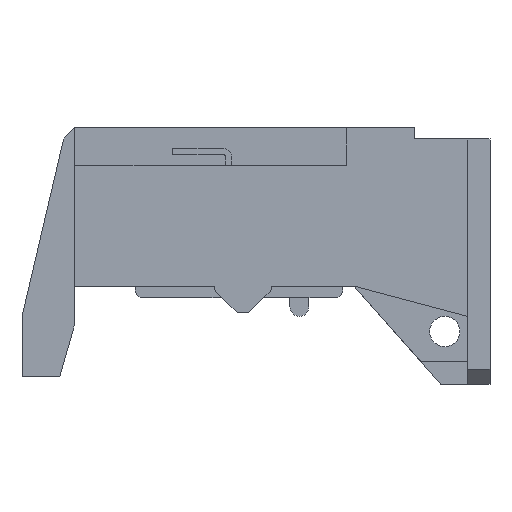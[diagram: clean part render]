
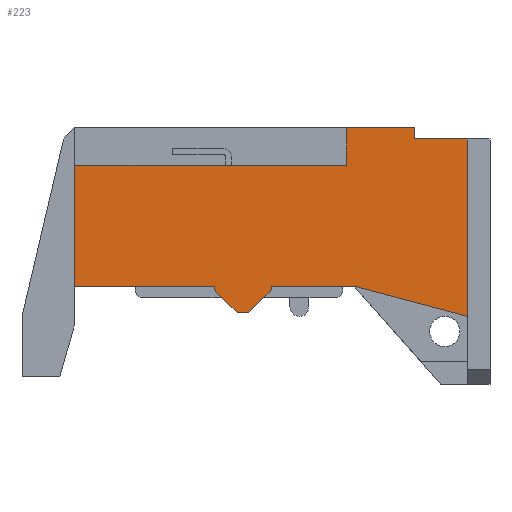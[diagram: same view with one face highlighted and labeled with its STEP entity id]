
A CAD part, left-side view. The second image highlights one B-rep face of the part: STEP entity #223.
In plain terms, the highlighted planar face has unit normal (-1, 0, 0).
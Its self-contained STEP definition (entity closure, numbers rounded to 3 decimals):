
#88 = VERTEX_POINT ( 'NONE', #5229 ) ;
#89 = VERTEX_POINT ( 'NONE', #5230 ) ;
#143 = VERTEX_POINT ( 'NONE', #5284 ) ;
#144 = VERTEX_POINT ( 'NONE', #5285 ) ;
#223 = ADVANCED_FACE ( 'NONE', ( #3782 ), #5417, .F. ) ;
#1090 = CARTESIAN_POINT ( 'NONE',  ( 0., 3., 21. ) ) ;
#1091 = DIRECTION ( 'NONE',  ( 0., 0., -1. ) ) ;
#1208 = CARTESIAN_POINT ( 'NONE',  ( 0., 3., -4. ) ) ;
#1212 = CARTESIAN_POINT ( 'NONE',  ( 0., 3., 19.5 ) ) ;
#1348 = CARTESIAN_POINT ( 'NONE',  ( 0., 0., 0. ) ) ;
#1349 = DIRECTION ( 'NONE',  ( 0., -1., 0. ) ) ;
#1363 = CARTESIAN_POINT ( 'NONE',  ( 0., 19., 21. ) ) ;
#1370 = DIRECTION ( 'NONE',  ( 0., 0., -1. ) ) ;
#1377 = CARTESIAN_POINT ( 'NONE',  ( 0., 10., 21. ) ) ;
#1379 = CARTESIAN_POINT ( 'NONE',  ( 0., 29., -3.5 ) ) ;
#1380 = DIRECTION ( 'NONE',  ( 0., 0., 1. ) ) ;
#1383 = CARTESIAN_POINT ( 'NONE',  ( 0., 3., -4. ) ) ;
#1384 = DIRECTION ( 'NONE',  ( 0., -0.966, -0.258 ) ) ;
#1385 = CARTESIAN_POINT ( 'NONE',  ( 0., 32., -3.5 ) ) ;
#1386 = DIRECTION ( 'NONE',  ( 0., -0.707, 0.707 ) ) ;
#1387 = CARTESIAN_POINT ( 'NONE',  ( 0., 29., -3.5 ) ) ;
#1388 = DIRECTION ( 'NONE',  ( 0., 1., 0. ) ) ;
#1389 = CARTESIAN_POINT ( 'NONE',  ( 0., 0., 19.5 ) ) ;
#1390 = DIRECTION ( 'NONE',  ( 0., -1., 0. ) ) ;
#1392 = CARTESIAN_POINT ( 'NONE',  ( 0., 0., 21. ) ) ;
#1393 = DIRECTION ( 'NONE',  ( 0., -1., 0. ) ) ;
#1395 = DIRECTION ( 'NONE',  ( 0., 0., -1. ) ) ;
#1396 = CARTESIAN_POINT ( 'NONE',  ( 0., 0., 16. ) ) ;
#1397 = DIRECTION ( 'NONE',  ( 0., 1., 0. ) ) ;
#1398 = CARTESIAN_POINT ( 'NONE',  ( 0., 55., 21. ) ) ;
#1399 = DIRECTION ( 'NONE',  ( 0., 0., -1. ) ) ;
#1402 = CARTESIAN_POINT ( 'NONE',  ( 0., 36.5, -3.5 ) ) ;
#1403 = DIRECTION ( 'NONE',  ( 0., 0., 1. ) ) ;
#1406 = CARTESIAN_POINT ( 'NONE',  ( 0., 33.5, -3.5 ) ) ;
#1407 = DIRECTION ( 'NONE',  ( 0., -0.707, -0.707 ) ) ;
#1448 = CARTESIAN_POINT ( 'NONE',  ( 0., 0., 0. ) ) ;
#1449 = DIRECTION ( 'NONE',  ( 0., -1., 0. ) ) ;
#1660 = AXIS2_PLACEMENT_3D ( 'NONE', #5412, #5422, #5423 ) ;
#2437 = VERTEX_POINT ( 'NONE', #5727 ) ;
#2438 = VERTEX_POINT ( 'NONE', #5722 ) ;
#2742 = LINE ( 'NONE', #1090, #2743 ) ;
#2743 = VECTOR ( 'NONE', #1091, 1000. ) ;
#2850 = LINE ( 'NONE', #1348, #2851 ) ;
#2851 = VECTOR ( 'NONE', #1349, 1000. ) ;
#2857 = LINE ( 'NONE', #1363, #2869 ) ;
#2864 = LINE ( 'NONE', #1377, #2893 ) ;
#2869 = VECTOR ( 'NONE', #1370, 1000. ) ;
#2879 = LINE ( 'NONE', #1379, #2880 ) ;
#2880 = VECTOR ( 'NONE', #1380, 1000. ) ;
#2883 = LINE ( 'NONE', #1383, #2884 ) ;
#2884 = VECTOR ( 'NONE', #1384, 1000. ) ;
#2885 = LINE ( 'NONE', #1385, #2886 ) ;
#2886 = VECTOR ( 'NONE', #1386, 1000. ) ;
#2887 = LINE ( 'NONE', #1387, #2888 ) ;
#2888 = VECTOR ( 'NONE', #1388, 1000. ) ;
#2889 = LINE ( 'NONE', #1389, #2890 ) ;
#2890 = VECTOR ( 'NONE', #1390, 1000. ) ;
#2891 = LINE ( 'NONE', #1392, #2892 ) ;
#2892 = VECTOR ( 'NONE', #1393, 1000. ) ;
#2893 = VECTOR ( 'NONE', #1395, 1000. ) ;
#2895 = LINE ( 'NONE', #1396, #2896 ) ;
#2896 = VECTOR ( 'NONE', #1397, 1000. ) ;
#2897 = LINE ( 'NONE', #1398, #2898 ) ;
#2898 = VECTOR ( 'NONE', #1399, 1000. ) ;
#2901 = LINE ( 'NONE', #1402, #2902 ) ;
#2902 = VECTOR ( 'NONE', #1403, 1000. ) ;
#2905 = LINE ( 'NONE', #1406, #2906 ) ;
#2906 = VECTOR ( 'NONE', #1407, 1000. ) ;
#2946 = LINE ( 'NONE', #1448, #2947 ) ;
#2947 = VECTOR ( 'NONE', #1449, 1000. ) ;
#3044 = VERTEX_POINT ( 'NONE', #5731 ) ;
#3045 = VERTEX_POINT ( 'NONE', #5732 ) ;
#3046 = VERTEX_POINT ( 'NONE', #5725 ) ;
#3047 = VERTEX_POINT ( 'NONE', #5733 ) ;
#3050 = VERTEX_POINT ( 'NONE', #5730 ) ;
#3051 = VERTEX_POINT ( 'NONE', #5734 ) ;
#3052 = VERTEX_POINT ( 'NONE', #5735 ) ;
#3782 = FACE_OUTER_BOUND ( 'NONE', #4930, .T. ) ;
#4624 = ORIENTED_EDGE ( 'NONE', *, *, #6339, .F. ) ;
#4625 = ORIENTED_EDGE ( 'NONE', *, *, #6338, .T. ) ;
#4626 = ORIENTED_EDGE ( 'NONE', *, *, #6335, .T. ) ;
#4627 = ORIENTED_EDGE ( 'NONE', *, *, #6369, .T. ) ;
#4628 = ORIENTED_EDGE ( 'NONE', *, *, #6337, .T. ) ;
#4629 = ORIENTED_EDGE ( 'NONE', *, *, #5001, .F. ) ;
#4630 = ORIENTED_EDGE ( 'NONE', *, *, #6340, .F. ) ;
#4631 = ORIENTED_EDGE ( 'NONE', *, *, #6342, .F. ) ;
#4632 = ORIENTED_EDGE ( 'NONE', *, *, #6341, .F. ) ;
#4633 = ORIENTED_EDGE ( 'NONE', *, *, #6330, .T. ) ;
#4634 = ORIENTED_EDGE ( 'NONE', *, *, #6343, .T. ) ;
#4635 = ORIENTED_EDGE ( 'NONE', *, *, #6344, .T. ) ;
#4636 = ORIENTED_EDGE ( 'NONE', *, *, #6320, .T. ) ;
#4637 = ORIENTED_EDGE ( 'NONE', *, *, #6346, .F. ) ;
#4638 = ORIENTED_EDGE ( 'NONE', *, *, #6348, .T. ) ;
#4930 = EDGE_LOOP ( 'NONE', ( #4624, #4625, #4626, #4627, #4628, #4629, #4630, #4631, #4632, #4633, #4634, #4635, #4636, #4637, #4638 ) ) ;
#5001 = EDGE_CURVE ( 'NONE', #5135, #5131, #2742, .T. ) ;
#5131 = VERTEX_POINT ( 'NONE', #1208 ) ;
#5135 = VERTEX_POINT ( 'NONE', #1212 ) ;
#5229 = CARTESIAN_POINT ( 'NONE',  ( 0., 18., 0. ) ) ;
#5230 = CARTESIAN_POINT ( 'NONE',  ( 0., 29., 0. ) ) ;
#5284 = CARTESIAN_POINT ( 'NONE',  ( 0., 36.5, 0. ) ) ;
#5285 = CARTESIAN_POINT ( 'NONE',  ( 0., 55., 0. ) ) ;
#5412 = CARTESIAN_POINT ( 'NONE',  ( 0., 0., 21. ) ) ;
#5417 = PLANE ( 'NONE',  #1660 ) ;
#5422 = DIRECTION ( 'NONE',  ( 1., 0., 0. ) ) ;
#5423 = DIRECTION ( 'NONE',  ( 0., 0., -1. ) ) ;
#5722 = CARTESIAN_POINT ( 'NONE',  ( 0., 32., -3.5 ) ) ;
#5725 = CARTESIAN_POINT ( 'NONE',  ( 0., 10., 21. ) ) ;
#5727 = CARTESIAN_POINT ( 'NONE',  ( 0., 33.5, -3.5 ) ) ;
#5730 = CARTESIAN_POINT ( 'NONE',  ( 0., 19., 16. ) ) ;
#5731 = CARTESIAN_POINT ( 'NONE',  ( 0., 29., -0.5 ) ) ;
#5732 = CARTESIAN_POINT ( 'NONE',  ( 0., 10., 19.5 ) ) ;
#5733 = CARTESIAN_POINT ( 'NONE',  ( 0., 19., 21. ) ) ;
#5734 = CARTESIAN_POINT ( 'NONE',  ( 0., 55., 16. ) ) ;
#5735 = CARTESIAN_POINT ( 'NONE',  ( 0., 36.5, -0.5 ) ) ;
#6320 = EDGE_CURVE ( 'NONE', #144, #143, #2850, .T. ) ;
#6330 = EDGE_CURVE ( 'NONE', #3047, #3050, #2857, .T. ) ;
#6335 = EDGE_CURVE ( 'NONE', #3044, #89, #2879, .T. ) ;
#6337 = EDGE_CURVE ( 'NONE', #88, #5131, #2883, .T. ) ;
#6338 = EDGE_CURVE ( 'NONE', #2438, #3044, #2885, .T. ) ;
#6339 = EDGE_CURVE ( 'NONE', #2438, #2437, #2887, .T. ) ;
#6340 = EDGE_CURVE ( 'NONE', #3045, #5135, #2889, .T. ) ;
#6341 = EDGE_CURVE ( 'NONE', #3047, #3046, #2891, .T. ) ;
#6342 = EDGE_CURVE ( 'NONE', #3046, #3045, #2864, .T. ) ;
#6343 = EDGE_CURVE ( 'NONE', #3050, #3051, #2895, .T. ) ;
#6344 = EDGE_CURVE ( 'NONE', #3051, #144, #2897, .T. ) ;
#6346 = EDGE_CURVE ( 'NONE', #3052, #143, #2901, .T. ) ;
#6348 = EDGE_CURVE ( 'NONE', #3052, #2437, #2905, .T. ) ;
#6369 = EDGE_CURVE ( 'NONE', #89, #88, #2946, .T. ) ;
